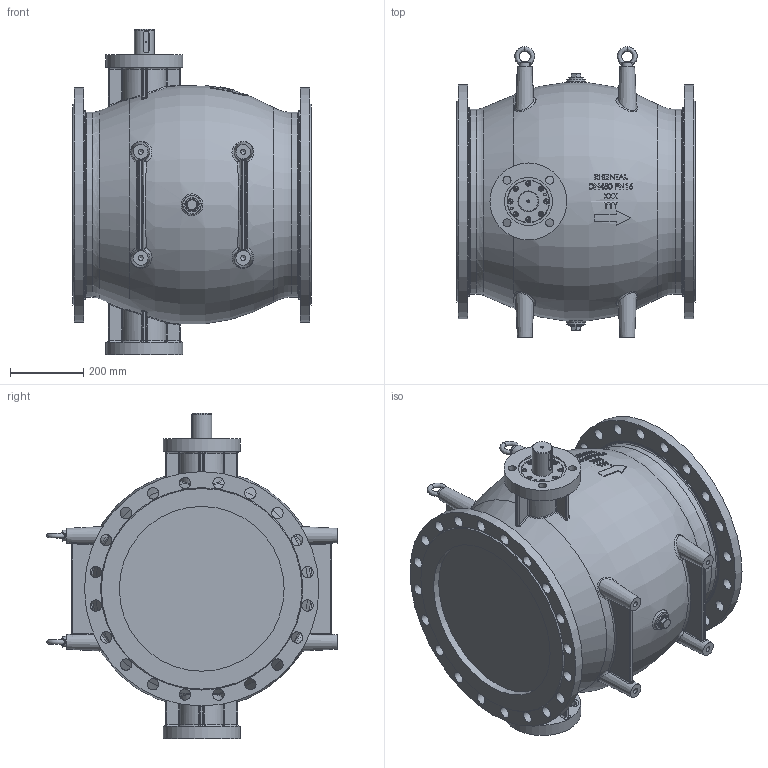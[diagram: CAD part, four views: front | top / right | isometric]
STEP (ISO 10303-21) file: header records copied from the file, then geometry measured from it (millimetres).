
FILE_DESCRIPTION (( 'STEP AP214' ), '1' );
FILE_NAME ('DN 450 PN16 PLUNGER.STEP', '2026-04-04T04:04:43', ( '' ), ( '' ), 'SwSTEP 2.0', 'SolidWorks 2025', '' );
FILE_SCHEMA (( 'AUTOMOTIVE_DESIGN' ));
Length unit declared in the file: millimetre
Products named in the file (9): 8 DN 200 Drin Plug_1.STEP; Eyebolt DIN 358-M12-C_Eyebolt DIN 358-M12-C_1.STEP; DN 450 PN16 PLUNGER; B18.3.1M - 8 x 1.25 x 20 Hex SHCS -- 20CHX_B18.3.1M - 8 x 1.25 x 20 Hex SHCS -- 20CHX.STEP; DN 450 PN16.STEP; Gland_1.STEP; Stem_1.STEP; BODY_03_machined.STEP; NDE cover_1.STEP
Assembly tree (27 placements, depth 3):
  DN 450 PN16 PLUNGER
    DN 450 PN16.STEP
      BODY_03_machined.STEP
      Stem_1.STEP
      Gland_1.STEP
      NDE cover_1.STEP
      B18.3.1M - 8 x 1.25 x 20 Hex SHCS -- 20CHX_B18.3.1M - 8 x 1.25 x 20 Hex SHCS -- 20CHX.STEP  x16
      8 DN 200 Drin Plug_1.STEP  x2
      Eyebolt DIN 358-M12-C_Eyebolt DIN 358-M12-C_1.STEP  x4
Bounding box: 650 x 793 x 890 mm (x, y, z)
Volume: 181352880.8 mm3; surface area: 3030490.5 mm2
Topology: 26 solids, 26 shells, 1397 faces, 3294 edges, 2028 vertices
Faces by surface type: plane 601, cylinder 287, bspline 207, torus 149, cone 137, sphere 16
Full cylindrical faces by diameter (mm): 4.2 x2, 6.8 x22, 8 x18, 9 x16, 9.4 x4, 12 x4, 13 x16, 14 x24, 22 x8, 23.012 x2, 30 x6, 31 x40, 32 x2, 33 x2, 35 x8, 39 x2, 55 x1, 55.1 x3, 59.7 x2, 60 x1, 70 x2, 71.6 x2, 79.9 x4, 80 x2, 115 x2, 116 x2, 131 x2, 210 x2, 450 x1, 477 x1
Entity records: 56737 total; most frequent: CARTESIAN_POINT 36395, ORIENTED_EDGE 3968, DIRECTION 3766, EDGE_CURVE 1984, AXIS2_PLACEMENT_3D 1665, EDGE_LOOP 1496, VERTEX_POINT 1370, FACE_OUTER_BOUND 1194
